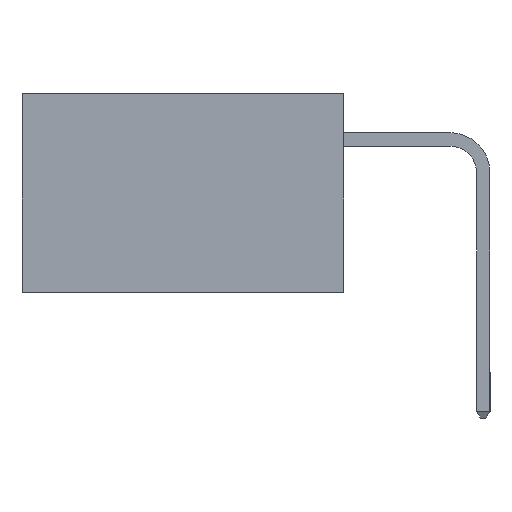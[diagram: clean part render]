
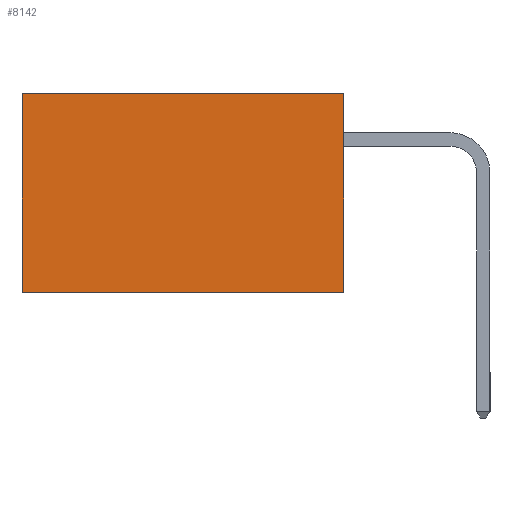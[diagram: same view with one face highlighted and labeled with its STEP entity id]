
A CAD part, left-side view. The second image highlights one B-rep face of the part: STEP entity #8142.
In plain terms, the highlighted planar face has unit normal (-1, 0, 0).
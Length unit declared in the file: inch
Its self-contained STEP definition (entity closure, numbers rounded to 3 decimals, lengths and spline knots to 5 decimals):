
#89 = ORIENTED_EDGE ( 'NONE', *, *, #12607, .T. ) ;
#657 = CARTESIAN_POINT ( 'NONE',  ( 0.298, 0.6, 0. ) ) ;
#1560 = VERTEX_POINT ( 'NONE', #9919 ) ;
#2806 = EDGE_CURVE ( 'NONE', #15841, #1560, #14520, .T. ) ;
#3892 = CARTESIAN_POINT ( 'NONE',  ( 0.298, 0., 0. ) ) ;
#4317 = DIRECTION ( 'NONE',  ( 0., 0., -1. ) ) ;
#4933 = CARTESIAN_POINT ( 'NONE',  ( 0.298, 0., 0. ) ) ;
#5450 = LINE ( 'NONE', #6418, #16269 ) ;
#5966 = CARTESIAN_POINT ( 'NONE',  ( 0.298, 0.6, 0. ) ) ;
#6127 = AXIS2_PLACEMENT_3D ( 'NONE', #8597, #13184, #4317 ) ;
#6418 = CARTESIAN_POINT ( 'NONE',  ( 0.298, 0., -0.37 ) ) ;
#6777 = EDGE_CURVE ( 'NONE', #1560, #9964, #5450, .T. ) ;
#8142 = ADVANCED_FACE ( 'NONE', ( #12384 ), #10326, .F. ) ;
#8597 = CARTESIAN_POINT ( 'NONE',  ( 0.298, 0., 0. ) ) ;
#9919 = CARTESIAN_POINT ( 'NONE',  ( 0.298, 0., -0.37 ) ) ;
#9964 = VERTEX_POINT ( 'NONE', #17372 ) ;
#10035 = VECTOR ( 'NONE', #16013, 39.37008 ) ;
#10326 = PLANE ( 'NONE',  #6127 ) ;
#10609 = EDGE_CURVE ( 'NONE', #12895, #9964, #18667, .T. ) ;
#11207 = ORIENTED_EDGE ( 'NONE', *, *, #10609, .T. ) ;
#11446 = VECTOR ( 'NONE', #14377, 39.37008 ) ;
#12384 = FACE_OUTER_BOUND ( 'NONE', #19103, .T. ) ;
#12607 = EDGE_CURVE ( 'NONE', #15841, #12895, #16641, .T. ) ;
#12895 = VERTEX_POINT ( 'NONE', #657 ) ;
#13001 = CARTESIAN_POINT ( 'NONE',  ( 0.298, 0., 0. ) ) ;
#13184 = DIRECTION ( 'NONE',  ( 1., 0., 0. ) ) ;
#14377 = DIRECTION ( 'NONE',  ( 0., 1., 0. ) ) ;
#14520 = LINE ( 'NONE', #13001, #10035 ) ;
#14535 = ORIENTED_EDGE ( 'NONE', *, *, #6777, .F. ) ;
#14696 = VECTOR ( 'NONE', #16455, 39.37008 ) ;
#15841 = VERTEX_POINT ( 'NONE', #4933 ) ;
#16013 = DIRECTION ( 'NONE',  ( 0., 0., -1. ) ) ;
#16269 = VECTOR ( 'NONE', #16873, 39.37008 ) ;
#16455 = DIRECTION ( 'NONE',  ( 0., 0., -1. ) ) ;
#16641 = LINE ( 'NONE', #3892, #11446 ) ;
#16873 = DIRECTION ( 'NONE',  ( 0., 1., 0. ) ) ;
#17372 = CARTESIAN_POINT ( 'NONE',  ( 0.298, 0.6, -0.37 ) ) ;
#18493 = ORIENTED_EDGE ( 'NONE', *, *, #2806, .F. ) ;
#18667 = LINE ( 'NONE', #5966, #14696 ) ;
#19103 = EDGE_LOOP ( 'NONE', ( #11207, #14535, #18493, #89 ) ) ;
